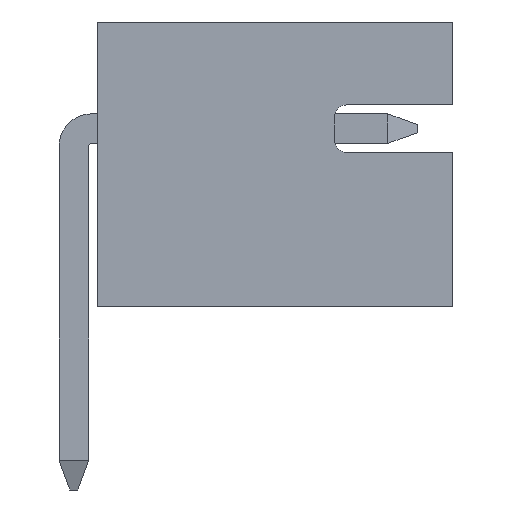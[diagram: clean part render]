
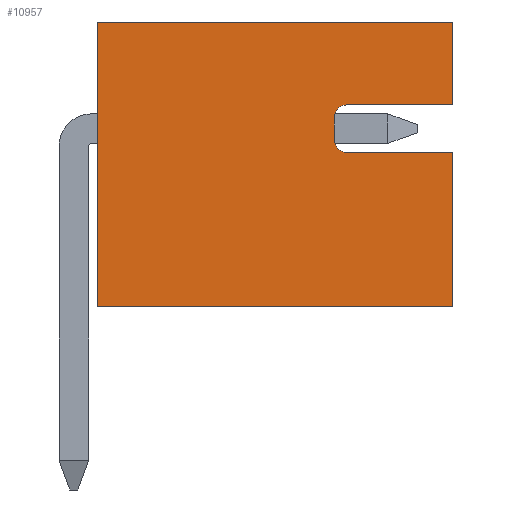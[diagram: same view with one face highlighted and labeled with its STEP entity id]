
A CAD part, left-side view. The second image highlights one B-rep face of the part: STEP entity #10957.
In plain terms, the highlighted planar face has unit normal (-1, 0, 0).
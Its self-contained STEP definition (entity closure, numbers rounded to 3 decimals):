
#564 = DIRECTION ( 'NONE',  ( 0., 0., -1. ) ) ;
#572 = EDGE_CURVE ( 'NONE', #20001, #13050, #14976, .T. ) ;
#783 = VERTEX_POINT ( 'NONE', #3281 ) ;
#1109 = CARTESIAN_POINT ( 'NONE',  ( -11., 3., 2.4 ) ) ;
#1248 = CARTESIAN_POINT ( 'NONE',  ( -11., -3., 1. ) ) ;
#1286 = EDGE_CURVE ( 'NONE', #13050, #10878, #21852, .T. ) ;
#1557 = VECTOR ( 'NONE', #564, 1000. ) ;
#1760 = CARTESIAN_POINT ( 'NONE',  ( -11., -1.2, 0.4 ) ) ;
#1927 = EDGE_CURVE ( 'NONE', #18918, #20253, #4635, .T. ) ;
#1997 = AXIS2_PLACEMENT_3D ( 'NONE', #1109, #8376, #13814 ) ;
#2056 = VECTOR ( 'NONE', #8004, 1000. ) ;
#2100 = DIRECTION ( 'NONE',  ( 0., 0., 1. ) ) ;
#2201 = DIRECTION ( 'NONE',  ( 0., 0., -1. ) ) ;
#2251 = CARTESIAN_POINT ( 'NONE',  ( -11., -1., 0.8 ) ) ;
#2323 = CARTESIAN_POINT ( 'NONE',  ( -11., 3., 2.4 ) ) ;
#2594 = VERTEX_POINT ( 'NONE', #4569 ) ;
#2717 = VERTEX_POINT ( 'NONE', #7442 ) ;
#2743 = ORIENTED_EDGE ( 'NONE', *, *, #572, .F. ) ;
#2744 = CARTESIAN_POINT ( 'NONE',  ( -11., -1.2, 0.8 ) ) ;
#2858 = CARTESIAN_POINT ( 'NONE',  ( -11., -3., -2.4 ) ) ;
#2895 = ORIENTED_EDGE ( 'NONE', *, *, #11881, .T. ) ;
#3281 = CARTESIAN_POINT ( 'NONE',  ( -11., -1.2, 0.2 ) ) ;
#3750 = EDGE_CURVE ( 'NONE', #7469, #783, #13495, .T. ) ;
#3802 = VECTOR ( 'NONE', #4496, 1000. ) ;
#3927 = ORIENTED_EDGE ( 'NONE', *, *, #9472, .F. ) ;
#3977 = CARTESIAN_POINT ( 'NONE',  ( -11., -3., 2.4 ) ) ;
#4397 = VECTOR ( 'NONE', #7521, 1000. ) ;
#4496 = DIRECTION ( 'NONE',  ( 0., -1., 0. ) ) ;
#4569 = CARTESIAN_POINT ( 'NONE',  ( -11., -1., 0.4 ) ) ;
#4635 = CIRCLE ( 'NONE', #7705, 0.2 ) ;
#5137 = EDGE_CURVE ( 'NONE', #20253, #10878, #17881, .T. ) ;
#5808 = CARTESIAN_POINT ( 'NONE',  ( -11., -3., 2.4 ) ) ;
#6069 = EDGE_CURVE ( 'NONE', #783, #2594, #22746, .T. ) ;
#7442 = CARTESIAN_POINT ( 'NONE',  ( -11., 3., -2.4 ) ) ;
#7469 = VERTEX_POINT ( 'NONE', #14559 ) ;
#7521 = DIRECTION ( 'NONE',  ( 0., 0., 1. ) ) ;
#7705 = AXIS2_PLACEMENT_3D ( 'NONE', #2744, #16926, #17166 ) ;
#8004 = DIRECTION ( 'NONE',  ( 0., -1., 0. ) ) ;
#8376 = DIRECTION ( 'NONE',  ( 1., 0., 0. ) ) ;
#8459 = ORIENTED_EDGE ( 'NONE', *, *, #1286, .F. ) ;
#8596 = EDGE_LOOP ( 'NONE', ( #15676, #14290, #8459, #2743, #9152, #2895, #3927, #17332, #22017, #9327 ) ) ;
#9152 = ORIENTED_EDGE ( 'NONE', *, *, #19565, .T. ) ;
#9327 = ORIENTED_EDGE ( 'NONE', *, *, #20163, .T. ) ;
#9472 = EDGE_CURVE ( 'NONE', #7469, #9875, #22176, .T. ) ;
#9875 = VERTEX_POINT ( 'NONE', #2858 ) ;
#10422 = VECTOR ( 'NONE', #20747, 1000. ) ;
#10698 = DIRECTION ( 'NONE',  ( 1., 0., 0. ) ) ;
#10878 = VERTEX_POINT ( 'NONE', #17482 ) ;
#10957 = ADVANCED_FACE ( 'NONE', ( #15624 ), #20714, .F. ) ;
#11229 = VECTOR ( 'NONE', #2201, 1000. ) ;
#11384 = DIRECTION ( 'NONE',  ( 0., 0., -1. ) ) ;
#11881 = EDGE_CURVE ( 'NONE', #2717, #9875, #17250, .T. ) ;
#12228 = CARTESIAN_POINT ( 'NONE',  ( -11., 3., 2.4 ) ) ;
#12825 = VECTOR ( 'NONE', #11384, 1000. ) ;
#13050 = VERTEX_POINT ( 'NONE', #3977 ) ;
#13379 = CARTESIAN_POINT ( 'NONE',  ( -11., -3., 0.2 ) ) ;
#13495 = LINE ( 'NONE', #13379, #10422 ) ;
#13569 = CARTESIAN_POINT ( 'NONE',  ( -11., 3., -2.4 ) ) ;
#13814 = DIRECTION ( 'NONE',  ( 0., 0., -1. ) ) ;
#14290 = ORIENTED_EDGE ( 'NONE', *, *, #5137, .T. ) ;
#14512 = CARTESIAN_POINT ( 'NONE',  ( -11., -1., 0.8 ) ) ;
#14559 = CARTESIAN_POINT ( 'NONE',  ( -11., -3., 0.2 ) ) ;
#14976 = LINE ( 'NONE', #12228, #3802 ) ;
#15497 = CARTESIAN_POINT ( 'NONE',  ( -11., 3., 2.4 ) ) ;
#15624 = FACE_OUTER_BOUND ( 'NONE', #8596, .T. ) ;
#15676 = ORIENTED_EDGE ( 'NONE', *, *, #1927, .T. ) ;
#16522 = CARTESIAN_POINT ( 'NONE',  ( -11., -3., 2.4 ) ) ;
#16926 = DIRECTION ( 'NONE',  ( 1., 0., 0. ) ) ;
#17013 = CARTESIAN_POINT ( 'NONE',  ( -11., -1.2, 1. ) ) ;
#17166 = DIRECTION ( 'NONE',  ( 0., 0., 1. ) ) ;
#17250 = LINE ( 'NONE', #13569, #2056 ) ;
#17332 = ORIENTED_EDGE ( 'NONE', *, *, #3750, .T. ) ;
#17482 = CARTESIAN_POINT ( 'NONE',  ( -11., -3., 1. ) ) ;
#17881 = LINE ( 'NONE', #1248, #22326 ) ;
#18513 = LINE ( 'NONE', #2323, #11229 ) ;
#18634 = AXIS2_PLACEMENT_3D ( 'NONE', #1760, #10698, #2100 ) ;
#18918 = VERTEX_POINT ( 'NONE', #2251 ) ;
#19565 = EDGE_CURVE ( 'NONE', #20001, #2717, #18513, .T. ) ;
#19801 = DIRECTION ( 'NONE',  ( 0., -1., 0. ) ) ;
#19862 = LINE ( 'NONE', #14512, #4397 ) ;
#20001 = VERTEX_POINT ( 'NONE', #15497 ) ;
#20163 = EDGE_CURVE ( 'NONE', #2594, #18918, #19862, .T. ) ;
#20253 = VERTEX_POINT ( 'NONE', #17013 ) ;
#20714 = PLANE ( 'NONE',  #1997 ) ;
#20747 = DIRECTION ( 'NONE',  ( 0., 1., 0. ) ) ;
#21852 = LINE ( 'NONE', #16522, #1557 ) ;
#22017 = ORIENTED_EDGE ( 'NONE', *, *, #6069, .T. ) ;
#22176 = LINE ( 'NONE', #5808, #12825 ) ;
#22326 = VECTOR ( 'NONE', #19801, 1000. ) ;
#22746 = CIRCLE ( 'NONE', #18634, 0.2 ) ;
